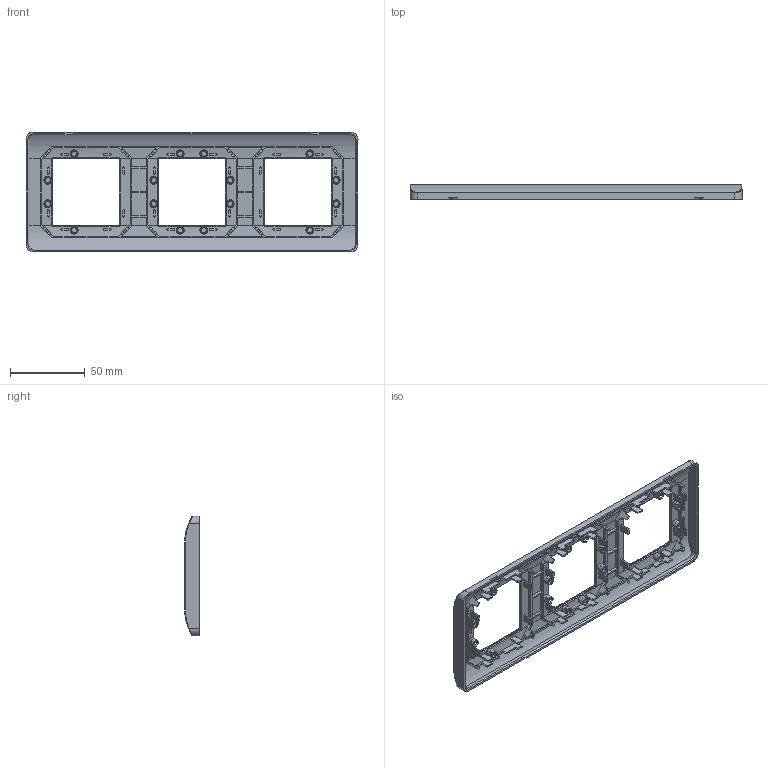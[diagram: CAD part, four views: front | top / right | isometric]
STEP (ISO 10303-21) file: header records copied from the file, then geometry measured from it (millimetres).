
FILE_DESCRIPTION((''),'2;1');
FILE_NAME('ASM0023_ASM','2023-12-28T',('wznwsJS'),(''),'PRO/ENGINEER BY PARAMETRIC TECHNOLOGY CORPORATION, 2008380','PRO/ENGINEER BY PARAMETRIC TECHNOLOGY CORPORATION, 2008380','');
FILE_SCHEMA(('CONFIG_CONTROL_DESIGN'));
Length unit declared in the file: millimetre
Products named in the file (4): PRT0075; ASM0029_ASM; ASM0024_ASM; ASM0023_ASM
Assembly tree (3 placements, depth 4):
  ASM0023_ASM
    ASM0024_ASM
      ASM0029_ASM
        PRT0075
Bounding box: 221.4 x 9.8 x 80 mm (x, y, z)
Volume: 29881.3 mm3; surface area: 39621.4 mm2
Topology: 1 solids, 1 shells, 1058 faces, 3084 edges, 2064 vertices
Faces by surface type: plane 600, cylinder 390, cone 48, torus 16, bspline 4
Entity records: 37202 total; most frequent: CARTESIAN_POINT 9507, ORIENTED_EDGE 6152, DIRECTION 5390, EDGE_CURVE 3076, VERTEX_POINT 2060, AXIS2_PLACEMENT_3D 1865, VECTOR 1660, LINE 1660
